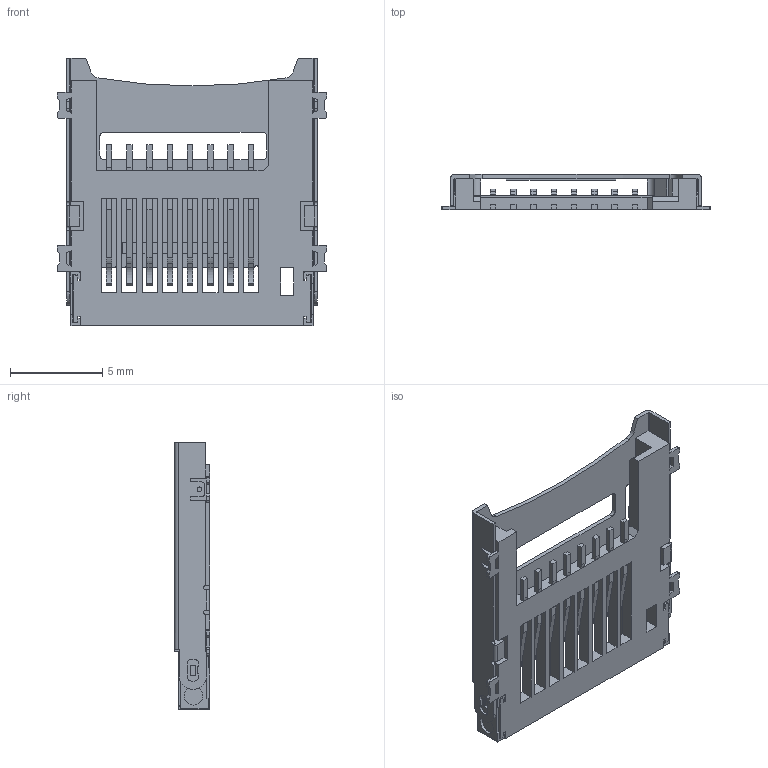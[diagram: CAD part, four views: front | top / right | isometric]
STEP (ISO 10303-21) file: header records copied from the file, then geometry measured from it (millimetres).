
FILE_DESCRIPTION(('HOOPS Exchange Step'),'2;1');
FILE_NAME('export-2ED4D478-138F-4D16-8015-796AE1D7EA1A.stp','2023-02-18T18:59:48+16:00',('Daxxn'),('Alibre'),'HOOPS Exchange 2022.0','Alibre','Unknown authorisation');
FILE_SCHEMA( ('AP242_MANAGED_MODEL_BASED_3D_ENGINEERING_MIM_LF {1 0 10303 442 1 1 4 }') );
Length unit declared in the file: millimetre
Products named in the file (1): 472192001
Bounding box: 14.6 x 1.9 x 14.5 mm (x, y, z)
Volume: 130.2 mm3; surface area: 770.4 mm2
Topology: 1 solids, 1 shells, 556 faces, 1633 edges, 1082 vertices
Faces by surface type: plane 417, cylinder 139
Entity records: 18820 total; most frequent: CARTESIAN_POINT 3273, ORIENTED_EDGE 3266, DIRECTION 3029, EDGE_CURVE 1633, VECTOR 1353, LINE 1353, VERTEX_POINT 1082, AXIS2_PLACEMENT_3D 838
